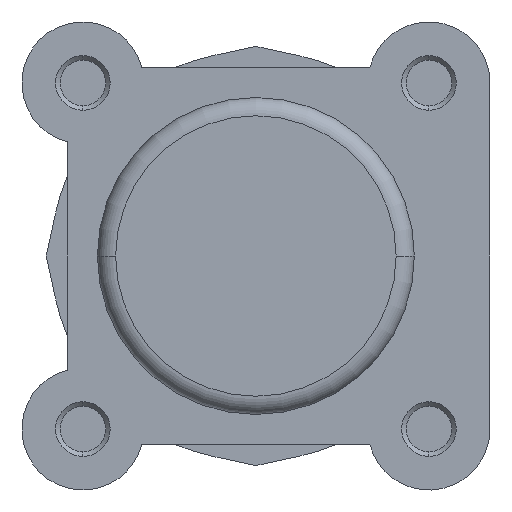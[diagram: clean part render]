
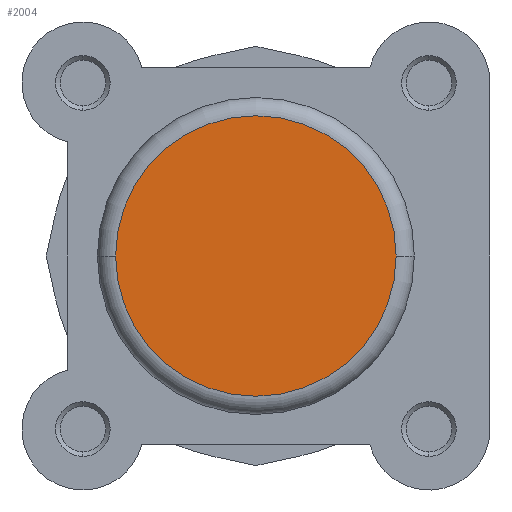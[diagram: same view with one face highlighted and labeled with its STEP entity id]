
A CAD part, left-side view. The second image highlights one B-rep face of the part: STEP entity #2004.
In plain terms, the highlighted planar face has unit normal (-1, 0, 0).
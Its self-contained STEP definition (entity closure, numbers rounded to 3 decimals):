
#271 = ORIENTED_EDGE ( 'NONE', *, *, #3445, .T. ) ;
#336 = ORIENTED_EDGE ( 'NONE', *, *, #3369, .T. ) ;
#576 = VERTEX_POINT ( 'NONE', #853 ) ;
#594 = VERTEX_POINT ( 'NONE', #871 ) ;
#853 = CARTESIAN_POINT ( 'NONE',  ( 0., 15.4, 0. ) ) ;
#871 = CARTESIAN_POINT ( 'NONE',  ( 0., -15.4, 0. ) ) ;
#1470 = PLANE ( 'NONE',  #3675 ) ;
#1473 = CARTESIAN_POINT ( 'NONE',  ( 0., 0., 0. ) ) ;
#1483 = DIRECTION ( 'NONE',  ( 1., 0., 0. ) ) ;
#1484 = DIRECTION ( 'NONE',  ( 0., 1., 0. ) ) ;
#1546 = EDGE_LOOP ( 'NONE', ( #271, #336 ) ) ;
#2004 = ADVANCED_FACE ( 'NONE', ( #2645 ), #1470, .F. ) ;
#2645 = FACE_OUTER_BOUND ( 'NONE', #1546, .T. ) ;
#3369 = EDGE_CURVE ( 'NONE', #594, #576, #5401, .T. ) ;
#3445 = EDGE_CURVE ( 'NONE', #576, #594, #5508, .T. ) ;
#3675 = AXIS2_PLACEMENT_3D ( 'NONE', #1473, #1483, #1484 ) ;
#3878 = AXIS2_PLACEMENT_3D ( 'NONE', #5032, #5033, #5034 ) ;
#3920 = AXIS2_PLACEMENT_3D ( 'NONE', #5222, #5229, #5230 ) ;
#5032 = CARTESIAN_POINT ( 'NONE',  ( 0., 0., 0. ) ) ;
#5033 = DIRECTION ( 'NONE',  ( -1., 0., 0. ) ) ;
#5034 = DIRECTION ( 'NONE',  ( 0., 1., 0. ) ) ;
#5222 = CARTESIAN_POINT ( 'NONE',  ( 0., 0., 0. ) ) ;
#5229 = DIRECTION ( 'NONE',  ( -1., 0., 0. ) ) ;
#5230 = DIRECTION ( 'NONE',  ( 0., 1., 0. ) ) ;
#5401 = CIRCLE ( 'NONE', #3878, 15.4 ) ;
#5508 = CIRCLE ( 'NONE', #3920, 15.4 ) ;
